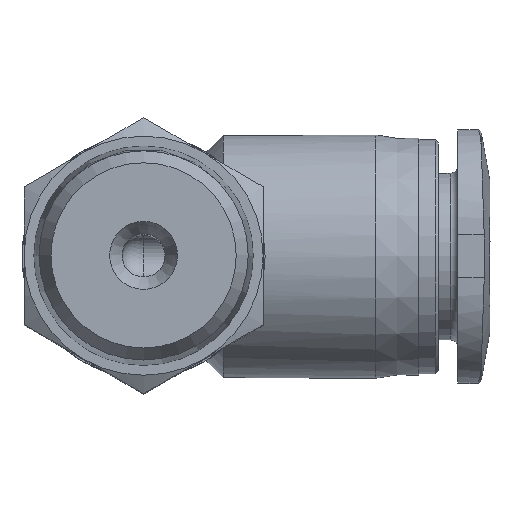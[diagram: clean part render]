
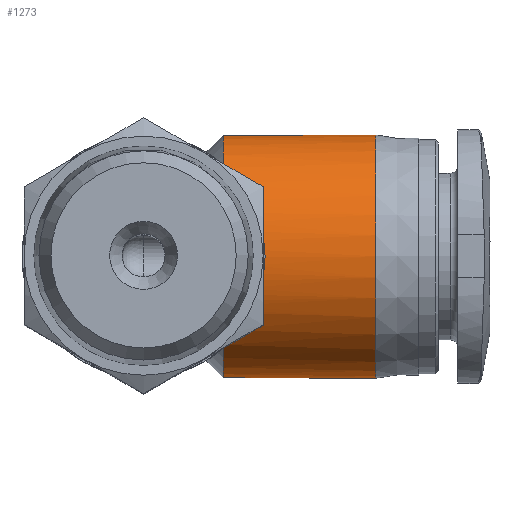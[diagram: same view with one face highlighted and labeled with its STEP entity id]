
A CAD part, top view. The second image highlights one B-rep face of the part: STEP entity #1273.
In plain terms, the highlighted cylindrical face has radius 5.65 mm (diameter 11.3 mm), a full revolution.
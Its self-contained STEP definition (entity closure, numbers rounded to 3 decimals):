
#33=CYLINDRICAL_SURFACE('',#1379,5.65);
#71=B_SPLINE_CURVE_WITH_KNOTS('',3,(#1761,#1762,#1763,#1764),
 .UNSPECIFIED.,.F.,.F.,(4,4),(0.,0.),.UNSPECIFIED.);
#74=B_SPLINE_CURVE_WITH_KNOTS('',3,(#1782,#1783,#1784,#1785),
 .UNSPECIFIED.,.F.,.F.,(4,4),(0.,0.),
 .UNSPECIFIED.);
#76=B_SPLINE_CURVE_WITH_KNOTS('',3,(#1794,#1795,#1796,#1797,#1798,#1799,
#1800),.UNSPECIFIED.,.F.,.F.,(4,1,1,1,4),(0.,0.002,
0.003,0.005,0.006),
 .UNSPECIFIED.);
#127=CIRCLE('',#1334,5.65);
#128=CIRCLE('',#1336,5.65);
#147=CIRCLE('',#1380,5.65);
#148=CIRCLE('',#1381,5.65);
#321=ORIENTED_EDGE('',*,*,#498,.F.);
#322=ORIENTED_EDGE('',*,*,#499,.F.);
#323=ORIENTED_EDGE('',*,*,#447,.T.);
#324=ORIENTED_EDGE('',*,*,#428,.T.);
#325=ORIENTED_EDGE('',*,*,#437,.T.);
#326=ORIENTED_EDGE('',*,*,#434,.T.);
#327=ORIENTED_EDGE('',*,*,#445,.T.);
#328=ORIENTED_EDGE('',*,*,#500,.T.);
#329=ORIENTED_EDGE('',*,*,#501,.T.);
#428=EDGE_CURVE('',#545,#544,#71,.T.);
#434=EDGE_CURVE('',#550,#549,#74,.T.);
#437=EDGE_CURVE('',#544,#550,#76,.T.);
#445=EDGE_CURVE('',#549,#555,#127,.T.);
#447=EDGE_CURVE('',#556,#545,#128,.T.);
#498=EDGE_CURVE('',#588,#588,#147,.T.);
#499=EDGE_CURVE('',#556,#589,#614,.T.);
#500=EDGE_CURVE('',#555,#590,#615,.T.);
#501=EDGE_CURVE('',#590,#589,#148,.T.);
#544=VERTEX_POINT('',#1760);
#545=VERTEX_POINT('',#1765);
#549=VERTEX_POINT('',#1781);
#550=VERTEX_POINT('',#1786);
#555=VERTEX_POINT('',#1820);
#556=VERTEX_POINT('',#1827);
#588=VERTEX_POINT('',#2008);
#589=VERTEX_POINT('',#2010);
#590=VERTEX_POINT('',#2012);
#614=LINE('',#2009,#634);
#615=LINE('',#2011,#635);
#634=VECTOR('',#1594,1000.);
#635=VECTOR('',#1595,1000.);
#687=EDGE_LOOP('',(#321));
#688=EDGE_LOOP('',(#322,#323,#324,#325,#326,#327,#328,#329));
#768=FACE_BOUND('',#687,.T.);
#769=FACE_BOUND('',#688,.T.);
#1273=ADVANCED_FACE('',(#768,#769),#33,.T.);
#1334=AXIS2_PLACEMENT_3D('',#1821,#1492,#1493);
#1336=AXIS2_PLACEMENT_3D('',#1828,#1496,#1497);
#1379=AXIS2_PLACEMENT_3D('',#2006,#1590,#1591);
#1380=AXIS2_PLACEMENT_3D('',#2007,#1592,#1593);
#1381=AXIS2_PLACEMENT_3D('',#2013,#1596,#1597);
#1492=DIRECTION('',(1.,0.,0.));
#1493=DIRECTION('',(0.,0.,-1.));
#1496=DIRECTION('',(1.,0.,0.));
#1497=DIRECTION('',(0.,0.,-1.));
#1590=DIRECTION('',(1.,0.,0.));
#1591=DIRECTION('',(0.,0.,-1.));
#1592=DIRECTION('',(1.,0.,0.));
#1593=DIRECTION('',(0.,0.,-1.));
#1594=DIRECTION('',(-1.,0.,0.));
#1595=DIRECTION('',(-1.,0.,0.));
#1596=DIRECTION('',(1.,0.,0.));
#1597=DIRECTION('',(0.,0.,-1.));
#1760=CARTESIAN_POINT('',(3.77,2.494,5.07));
#1761=CARTESIAN_POINT('',(3.7,2.596,5.018));
#1762=CARTESIAN_POINT('',(3.724,2.562,5.036));
#1763=CARTESIAN_POINT('',(3.747,2.528,5.053));
#1764=CARTESIAN_POINT('',(3.77,2.494,5.07));
#1765=CARTESIAN_POINT('',(3.7,2.596,5.018));
#1781=CARTESIAN_POINT('',(3.7,-2.596,5.018));
#1782=CARTESIAN_POINT('',(3.77,-2.494,5.07));
#1783=CARTESIAN_POINT('',(3.747,-2.528,5.053));
#1784=CARTESIAN_POINT('',(3.724,-2.562,5.036));
#1785=CARTESIAN_POINT('',(3.7,-2.596,5.018));
#1786=CARTESIAN_POINT('',(3.77,-2.494,5.07));
#1794=CARTESIAN_POINT('',(3.77,2.494,5.07));
#1795=CARTESIAN_POINT('',(4.143,2.196,5.217));
#1796=CARTESIAN_POINT('',(4.803,1.483,5.507));
#1797=CARTESIAN_POINT('',(5.248,0.005,5.722));
#1798=CARTESIAN_POINT('',(4.804,-1.484,5.507));
#1799=CARTESIAN_POINT('',(4.143,-2.195,5.217));
#1800=CARTESIAN_POINT('',(3.77,-2.494,5.07));
#1820=CARTESIAN_POINT('',(3.7,-0.75,-5.6));
#1821=CARTESIAN_POINT('',(3.7,0.,0.));
#1827=CARTESIAN_POINT('',(3.7,0.75,-5.6));
#1828=CARTESIAN_POINT('',(3.7,0.,0.));
#2006=CARTESIAN_POINT('',(16.1,0.,0.));
#2007=CARTESIAN_POINT('',(10.8,0.,0.));
#2008=CARTESIAN_POINT('',(10.8,0.,-5.65));
#2009=CARTESIAN_POINT('',(3.7,0.75,-5.6));
#2010=CARTESIAN_POINT('',(0.,0.75,-5.6));
#2011=CARTESIAN_POINT('',(3.7,-0.75,-5.6));
#2012=CARTESIAN_POINT('',(0.,-0.75,-5.6));
#2013=CARTESIAN_POINT('',(0.,0.,0.));
